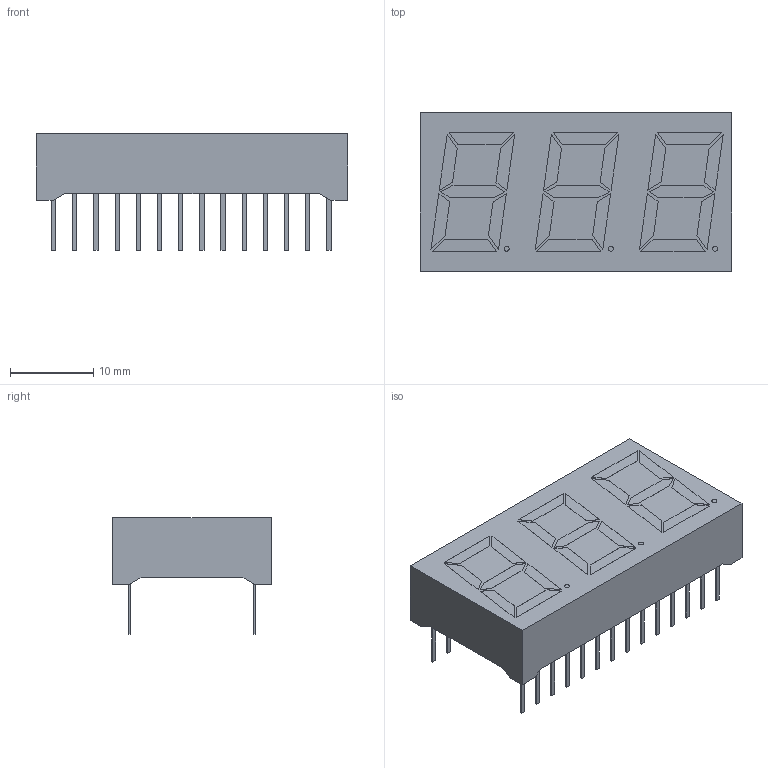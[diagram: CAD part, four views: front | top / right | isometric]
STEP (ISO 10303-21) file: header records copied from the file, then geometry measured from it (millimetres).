
FILE_DESCRIPTION(('FreeCAD Model'),'2;1');
FILE_NAME( '7seg_1x3_26x19_14_v2.stp', '2015-04-15T21:03:35',('FreeCAD'),('FreeCAD'), 'Open CASCADE STEP processor 6.7','FreeCAD','Unknown');
FILE_SCHEMA(('AUTOMOTIVE_DESIGN_CC2 { 1 2 10303 214 -1 1 5 4 }'));
Length unit declared in the file: millimetre
Products named in the file (3): Pocket002; Array001; Array
Bounding box: 37.3 x 19 x 14 mm (x, y, z)
Volume: 5017.7 mm3; surface area: 2920.7 mm2
Topology: 53 solids, 53 shells, 335 faces, 687 edges, 458 vertices
Faces by surface type: plane 332, cylinder 3
Full cylindrical faces by diameter (mm): 0.6 x3
Entity records: 18103 total; most frequent: CARTESIAN_POINT 2947, DIRECTION 2677, LINE 1993, VECTOR 1993, ORIENTED_EDGE 1374, PCURVE 1374, DEFINITIONAL_REPRESENTATION 1374, EDGE_CURVE 687
